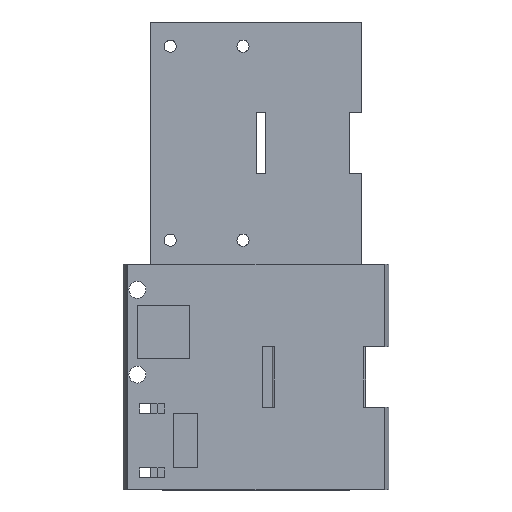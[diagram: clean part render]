
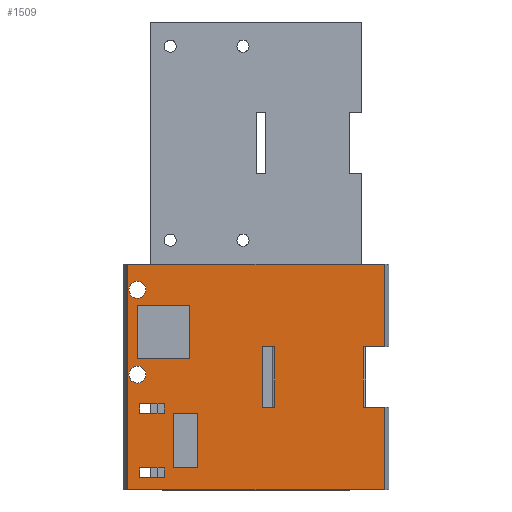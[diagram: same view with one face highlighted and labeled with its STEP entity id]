
A CAD part, top view. The second image highlights one B-rep face of the part: STEP entity #1509.
In plain terms, the highlighted planar face has unit normal (0, 0, 1).
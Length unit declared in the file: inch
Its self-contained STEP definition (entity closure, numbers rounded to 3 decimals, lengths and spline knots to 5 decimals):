
#23=FACE_BOUND('',#214,.T.);
#24=FACE_BOUND('',#215,.T.);
#25=FACE_BOUND('',#216,.T.);
#26=FACE_BOUND('',#217,.T.);
#27=FACE_BOUND('',#218,.T.);
#28=FACE_BOUND('',#219,.T.);
#29=FACE_BOUND('',#220,.T.);
#66=PLANE('',#1621);
#132=FACE_OUTER_BOUND('',#213,.T.);
#213=EDGE_LOOP('',(#1232,#1233,#1234,#1235,#1236,#1237,#1238,#1239));
#214=EDGE_LOOP('',(#1240,#1241,#1242,#1243));
#215=EDGE_LOOP('',(#1244,#1245,#1246,#1247));
#216=EDGE_LOOP('',(#1248,#1249,#1250,#1251));
#217=EDGE_LOOP('',(#1252,#1253,#1254,#1255));
#218=EDGE_LOOP('',(#1256,#1257,#1258,#1259));
#219=EDGE_LOOP('',(#1260));
#220=EDGE_LOOP('',(#1261));
#282=LINE('',#2112,#466);
#284=LINE('',#2121,#468);
#292=LINE('',#2138,#476);
#299=LINE('',#2151,#483);
#311=LINE('',#2183,#495);
#320=LINE('',#2200,#504);
#328=LINE('',#2216,#512);
#332=LINE('',#2224,#516);
#335=LINE('',#2230,#519);
#338=LINE('',#2235,#522);
#374=LINE('',#2329,#558);
#375=LINE('',#2333,#559);
#376=LINE('',#2336,#560);
#377=LINE('',#2338,#561);
#378=LINE('',#2339,#562);
#379=LINE('',#2340,#563);
#380=LINE('',#2343,#564);
#381=LINE('',#2345,#565);
#382=LINE('',#2347,#566);
#383=LINE('',#2348,#567);
#384=LINE('',#2351,#568);
#385=LINE('',#2353,#569);
#386=LINE('',#2355,#570);
#387=LINE('',#2356,#571);
#388=LINE('',#2359,#572);
#389=LINE('',#2361,#573);
#390=LINE('',#2363,#574);
#391=LINE('',#2364,#575);
#466=VECTOR('',#1706,0.3937);
#468=VECTOR('',#1714,0.3937);
#476=VECTOR('',#1728,0.3937);
#483=VECTOR('',#1739,0.3937);
#495=VECTOR('',#1761,0.3937);
#504=VECTOR('',#1776,0.3937);
#512=VECTOR('',#1788,0.3937);
#516=VECTOR('',#1794,0.3937);
#519=VECTOR('',#1799,0.3937);
#522=VECTOR('',#1804,0.3937);
#558=VECTOR('',#1896,0.3937);
#559=VECTOR('',#1901,0.3937);
#560=VECTOR('',#1904,0.3937);
#561=VECTOR('',#1905,0.3937);
#562=VECTOR('',#1906,0.3937);
#563=VECTOR('',#1907,0.3937);
#564=VECTOR('',#1908,0.3937);
#565=VECTOR('',#1909,0.3937);
#566=VECTOR('',#1910,0.3937);
#567=VECTOR('',#1911,0.3937);
#568=VECTOR('',#1912,0.3937);
#569=VECTOR('',#1913,0.3937);
#570=VECTOR('',#1914,0.3937);
#571=VECTOR('',#1915,0.3937);
#572=VECTOR('',#1916,0.3937);
#573=VECTOR('',#1917,0.3937);
#574=VECTOR('',#1918,0.3937);
#575=VECTOR('',#1919,0.3937);
#657=CIRCLE('',#1622,0.07);
#658=CIRCLE('',#1623,0.07);
#684=VERTEX_POINT('',#2108);
#685=VERTEX_POINT('',#2110);
#686=VERTEX_POINT('',#2114);
#689=VERTEX_POINT('',#2119);
#694=VERTEX_POINT('',#2135);
#695=VERTEX_POINT('',#2137);
#713=VERTEX_POINT('',#2180);
#714=VERTEX_POINT('',#2182);
#724=VERTEX_POINT('',#2214);
#725=VERTEX_POINT('',#2215);
#728=VERTEX_POINT('',#2223);
#730=VERTEX_POINT('',#2229);
#761=VERTEX_POINT('',#2327);
#762=VERTEX_POINT('',#2331);
#763=VERTEX_POINT('',#2335);
#764=VERTEX_POINT('',#2337);
#765=VERTEX_POINT('',#2341);
#766=VERTEX_POINT('',#2342);
#767=VERTEX_POINT('',#2344);
#768=VERTEX_POINT('',#2346);
#769=VERTEX_POINT('',#2349);
#770=VERTEX_POINT('',#2350);
#771=VERTEX_POINT('',#2352);
#772=VERTEX_POINT('',#2354);
#773=VERTEX_POINT('',#2357);
#774=VERTEX_POINT('',#2358);
#775=VERTEX_POINT('',#2360);
#776=VERTEX_POINT('',#2362);
#777=VERTEX_POINT('',#2365);
#778=VERTEX_POINT('',#2367);
#832=EDGE_CURVE('',#685,#684,#282,.T.);
#836=EDGE_CURVE('',#689,#686,#284,.T.);
#844=EDGE_CURVE('',#695,#694,#292,.T.);
#851=EDGE_CURVE('',#694,#686,#299,.T.);
#866=EDGE_CURVE('',#714,#713,#311,.T.);
#876=EDGE_CURVE('',#689,#695,#320,.T.);
#884=EDGE_CURVE('',#724,#725,#328,.T.);
#888=EDGE_CURVE('',#728,#724,#332,.T.);
#891=EDGE_CURVE('',#730,#728,#335,.T.);
#894=EDGE_CURVE('',#725,#730,#338,.T.);
#942=EDGE_CURVE('',#685,#761,#374,.T.);
#944=EDGE_CURVE('',#762,#684,#375,.T.);
#945=EDGE_CURVE('',#761,#763,#376,.T.);
#946=EDGE_CURVE('',#764,#763,#377,.T.);
#947=EDGE_CURVE('',#714,#764,#378,.T.);
#948=EDGE_CURVE('',#713,#762,#379,.T.);
#949=EDGE_CURVE('',#765,#766,#380,.T.);
#950=EDGE_CURVE('',#766,#767,#381,.T.);
#951=EDGE_CURVE('',#767,#768,#382,.T.);
#952=EDGE_CURVE('',#768,#765,#383,.T.);
#953=EDGE_CURVE('',#769,#770,#384,.T.);
#954=EDGE_CURVE('',#770,#771,#385,.T.);
#955=EDGE_CURVE('',#771,#772,#386,.T.);
#956=EDGE_CURVE('',#772,#769,#387,.T.);
#957=EDGE_CURVE('',#773,#774,#388,.T.);
#958=EDGE_CURVE('',#774,#775,#389,.T.);
#959=EDGE_CURVE('',#775,#776,#390,.T.);
#960=EDGE_CURVE('',#776,#773,#391,.T.);
#961=EDGE_CURVE('',#777,#777,#657,.T.);
#962=EDGE_CURVE('',#778,#778,#658,.T.);
#1232=ORIENTED_EDGE('',*,*,#942,.T.);
#1233=ORIENTED_EDGE('',*,*,#945,.T.);
#1234=ORIENTED_EDGE('',*,*,#946,.F.);
#1235=ORIENTED_EDGE('',*,*,#947,.F.);
#1236=ORIENTED_EDGE('',*,*,#866,.T.);
#1237=ORIENTED_EDGE('',*,*,#948,.T.);
#1238=ORIENTED_EDGE('',*,*,#944,.T.);
#1239=ORIENTED_EDGE('',*,*,#832,.F.);
#1240=ORIENTED_EDGE('',*,*,#876,.T.);
#1241=ORIENTED_EDGE('',*,*,#844,.T.);
#1242=ORIENTED_EDGE('',*,*,#851,.T.);
#1243=ORIENTED_EDGE('',*,*,#836,.F.);
#1244=ORIENTED_EDGE('',*,*,#884,.T.);
#1245=ORIENTED_EDGE('',*,*,#894,.T.);
#1246=ORIENTED_EDGE('',*,*,#891,.T.);
#1247=ORIENTED_EDGE('',*,*,#888,.T.);
#1248=ORIENTED_EDGE('',*,*,#949,.T.);
#1249=ORIENTED_EDGE('',*,*,#950,.T.);
#1250=ORIENTED_EDGE('',*,*,#951,.T.);
#1251=ORIENTED_EDGE('',*,*,#952,.T.);
#1252=ORIENTED_EDGE('',*,*,#953,.T.);
#1253=ORIENTED_EDGE('',*,*,#954,.T.);
#1254=ORIENTED_EDGE('',*,*,#955,.T.);
#1255=ORIENTED_EDGE('',*,*,#956,.T.);
#1256=ORIENTED_EDGE('',*,*,#957,.T.);
#1257=ORIENTED_EDGE('',*,*,#958,.T.);
#1258=ORIENTED_EDGE('',*,*,#959,.T.);
#1259=ORIENTED_EDGE('',*,*,#960,.T.);
#1260=ORIENTED_EDGE('',*,*,#961,.T.);
#1261=ORIENTED_EDGE('',*,*,#962,.T.);
#1509=ADVANCED_FACE('',(#132,#23,#24,#25,#26,#27,#28,#29),#66,.T.);
#1621=AXIS2_PLACEMENT_3D('',#2334,#1902,#1903);
#1622=AXIS2_PLACEMENT_3D('',#2366,#1920,#1921);
#1623=AXIS2_PLACEMENT_3D('',#2368,#1922,#1923);
#1706=DIRECTION('',(0.,-1.,0.));
#1714=DIRECTION('',(0.,1.,0.));
#1728=DIRECTION('',(0.,1.,0.));
#1739=DIRECTION('',(1.,0.,0.));
#1761=DIRECTION('',(1.,0.,0.));
#1776=DIRECTION('',(-1.,0.,0.));
#1788=DIRECTION('',(0.,-1.,0.));
#1794=DIRECTION('',(1.,0.,0.));
#1799=DIRECTION('',(0.,1.,0.));
#1804=DIRECTION('',(-1.,0.,0.));
#1896=DIRECTION('',(1.,0.,0.));
#1901=DIRECTION('',(-1.,0.,0.));
#1902=DIRECTION('center_axis',(0.,0.,1.));
#1903=DIRECTION('ref_axis',(1.,0.,0.));
#1904=DIRECTION('',(0.,1.,0.));
#1905=DIRECTION('',(1.,0.,0.));
#1906=DIRECTION('',(0.,1.,0.));
#1907=DIRECTION('',(0.,1.,0.));
#1908=DIRECTION('',(0.,-1.,0.));
#1909=DIRECTION('',(-1.,0.,0.));
#1910=DIRECTION('',(0.,1.,0.));
#1911=DIRECTION('',(1.,0.,0.));
#1912=DIRECTION('',(-1.,0.,0.));
#1913=DIRECTION('',(0.,1.,0.));
#1914=DIRECTION('',(1.,0.,0.));
#1915=DIRECTION('',(0.,-1.,0.));
#1916=DIRECTION('',(-1.,0.,0.));
#1917=DIRECTION('',(0.,1.,0.));
#1918=DIRECTION('',(1.,0.,0.));
#1919=DIRECTION('',(0.,-1.,0.));
#1920=DIRECTION('center_axis',(0.,0.,-1.));
#1921=DIRECTION('ref_axis',(-1.,0.,0.));
#1922=DIRECTION('center_axis',(0.,0.,-1.));
#1923=DIRECTION('ref_axis',(-1.,0.,0.));
#2108=CARTESIAN_POINT('',(0.8833,0.68,1.2));
#2110=CARTESIAN_POINT('',(0.8833,1.18,1.2));
#2112=CARTESIAN_POINT('',(0.8833,0.34,1.2));
#2114=CARTESIAN_POINT('',(0.1533,1.18,1.2));
#2119=CARTESIAN_POINT('',(0.1533,0.68,1.2));
#2121=CARTESIAN_POINT('',(0.1533,0.59,1.2));
#2135=CARTESIAN_POINT('',(0.0533,1.18,1.2));
#2137=CARTESIAN_POINT('',(0.0533,0.68,1.2));
#2138=CARTESIAN_POINT('',(0.0533,0.34,1.2));
#2151=CARTESIAN_POINT('',(-0.5025,1.18,1.2));
#2180=CARTESIAN_POINT('',(1.0583,0.,1.2));
#2182=CARTESIAN_POINT('',(-1.0583,0.,1.2));
#2183=CARTESIAN_POINT('',(-1.0583,0.,1.2));
#2200=CARTESIAN_POINT('',(-0.4625,0.68,1.2));
#2214=CARTESIAN_POINT('',(-0.54843,1.52035,1.2));
#2215=CARTESIAN_POINT('',(-0.54843,1.08035,1.2));
#2216=CARTESIAN_POINT('',(-0.54843,0.76018,1.2));
#2223=CARTESIAN_POINT('',(-0.97843,1.52035,1.2));
#2224=CARTESIAN_POINT('',(-1.01837,1.52035,1.2));
#2229=CARTESIAN_POINT('',(-0.97843,1.08035,1.2));
#2230=CARTESIAN_POINT('',(-0.97843,0.54018,1.2));
#2235=CARTESIAN_POINT('',(-0.80337,1.08035,1.2));
#2327=CARTESIAN_POINT('',(1.0583,1.18,1.2));
#2329=CARTESIAN_POINT('',(-0.0775,1.18,1.2));
#2331=CARTESIAN_POINT('',(1.0583,0.68,1.2));
#2333=CARTESIAN_POINT('',(0.03706,0.68,1.2));
#2334=CARTESIAN_POINT('Origin',(-1.0583,0.,1.2));
#2335=CARTESIAN_POINT('',(1.0583,1.86,1.2));
#2336=CARTESIAN_POINT('',(1.0583,0.,1.2));
#2337=CARTESIAN_POINT('',(-1.0583,1.86,1.2));
#2338=CARTESIAN_POINT('',(-0.52915,1.86,1.2));
#2339=CARTESIAN_POINT('',(-1.0583,0.,1.2));
#2340=CARTESIAN_POINT('',(1.0583,0.,1.2));
#2341=CARTESIAN_POINT('',(-0.4833,0.63,1.2));
#2342=CARTESIAN_POINT('',(-0.4833,0.18,1.2));
#2343=CARTESIAN_POINT('',(-0.4833,0.315,1.2));
#2344=CARTESIAN_POINT('',(-0.6833,0.18,1.2));
#2345=CARTESIAN_POINT('',(-0.7708,0.18,1.2));
#2346=CARTESIAN_POINT('',(-0.6833,0.63,1.2));
#2347=CARTESIAN_POINT('',(-0.6833,0.09,1.2));
#2348=CARTESIAN_POINT('',(-0.8708,0.63,1.2));
#2349=CARTESIAN_POINT('',(-0.7583,0.1,1.2));
#2350=CARTESIAN_POINT('',(-0.9583,0.1,1.2));
#2351=CARTESIAN_POINT('',(-0.9083,0.1,1.2));
#2352=CARTESIAN_POINT('',(-0.9583,0.18,1.2));
#2353=CARTESIAN_POINT('',(-0.9583,0.05,1.2));
#2354=CARTESIAN_POINT('',(-0.7583,0.18,1.2));
#2355=CARTESIAN_POINT('',(-1.0083,0.18,1.2));
#2356=CARTESIAN_POINT('',(-0.7583,0.09,1.2));
#2357=CARTESIAN_POINT('',(-0.7583,0.63,1.2));
#2358=CARTESIAN_POINT('',(-0.9583,0.63,1.2));
#2359=CARTESIAN_POINT('',(-0.9083,0.63,1.2));
#2360=CARTESIAN_POINT('',(-0.9583,0.71,1.2));
#2361=CARTESIAN_POINT('',(-0.9583,0.315,1.2));
#2362=CARTESIAN_POINT('',(-0.7583,0.71,1.2));
#2363=CARTESIAN_POINT('',(-1.0083,0.71,1.2));
#2364=CARTESIAN_POINT('',(-0.7583,0.355,1.2));
#2365=CARTESIAN_POINT('',(-0.9083,0.95,1.2));
#2366=CARTESIAN_POINT('Origin',(-0.9783,0.95,1.2));
#2367=CARTESIAN_POINT('',(-0.9083,1.65,1.2));
#2368=CARTESIAN_POINT('Origin',(-0.9783,1.65,1.2));
